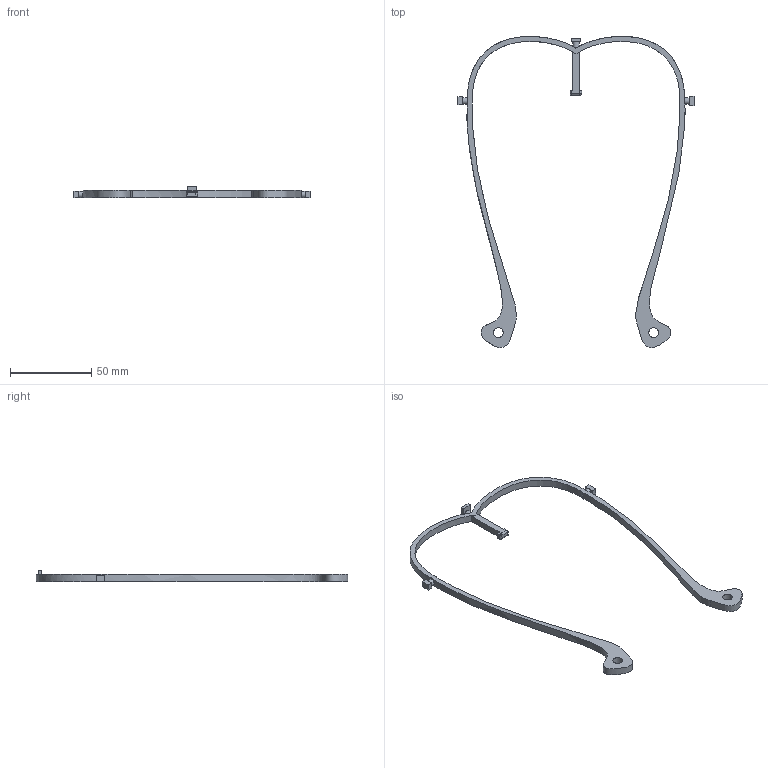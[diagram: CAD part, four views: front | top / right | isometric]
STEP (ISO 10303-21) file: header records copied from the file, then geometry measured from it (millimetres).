
FILE_DESCRIPTION(/* description */ (''),/* implementation_level */ '2;1');
FILE_NAME(/* name */ 'face shield-vn4.step',/* time_stamp */ '2020-07-13T13:32:45+05:00',/* author */ (''),/* organization */ (''),/* preprocessor_version */ 'ST-DEVELOPER v18.1',/* originating_system */ 'Autodesk Translation Framework v9.3.0.1241',/* authorisation */ '');
FILE_SCHEMA (('AUTOMOTIVE_DESIGN { 1 0 10303 214 3 1 1 }'));
Length unit declared in the file: millimetre
Products named in the file (1): (Unsaved)
Bounding box: 145.19 x 191.43 x 7 mm (x, y, z)
Volume: 12292.4 mm3; surface area: 9809.5 mm2
Topology: 1 solids, 1 shells, 51 faces, 140 edges, 91 vertices
Faces by surface type: plane 29, cylinder 11, bspline 9, sphere 2
Full cylindrical faces by diameter (mm): 4 x1, 6 x2
Entity records: 3441 total; most frequent: CARTESIAN_POINT 2185, ORIENTED_EDGE 280, DIRECTION 213, EDGE_CURVE 140, VERTEX_POINT 91, LINE 89, VECTOR 89, AXIS2_PLACEMENT_3D 62
